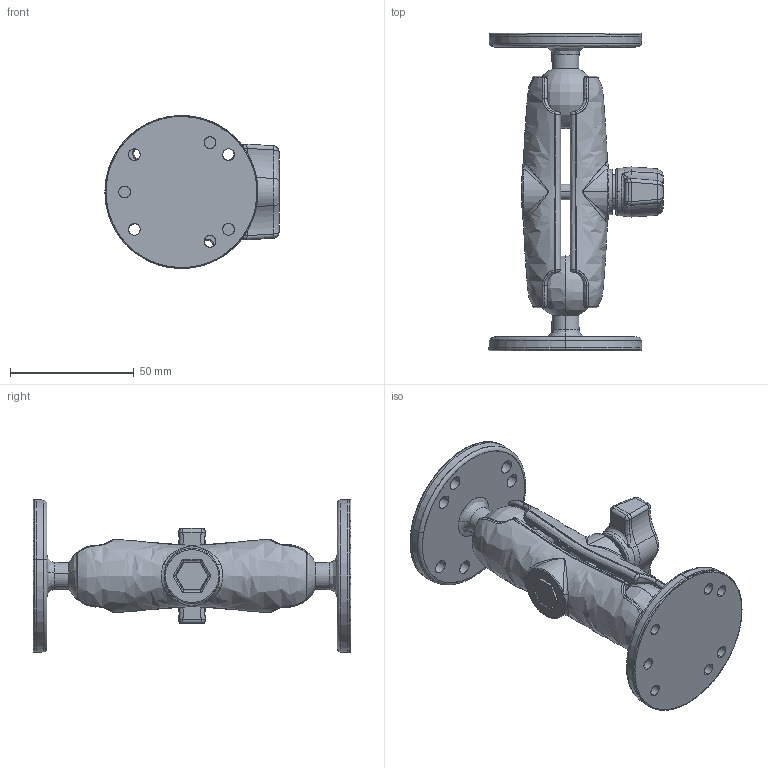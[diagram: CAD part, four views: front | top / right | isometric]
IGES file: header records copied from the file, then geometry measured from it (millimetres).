
Start section: SolidWorks IGES FILE using analytic representation for surfaces
Global section: file name: ramb101.IGS; native system: SolidWorks 2001Plus by SolidWorks Corporation; preprocessor: Version 5.3; author: Jeff Carnevali; date: 030512.213853; units: inch
Bounding box: 70.45 x 128.52 x 61.91 mm (x, y, z)
Surface area: 39378.5 mm2 (no closed solid volume)
Topology: 0 solids, 0 shells, 777 faces, 9538 edges, 9502 vertices
Faces by surface type: bspline 537, revolution 240
